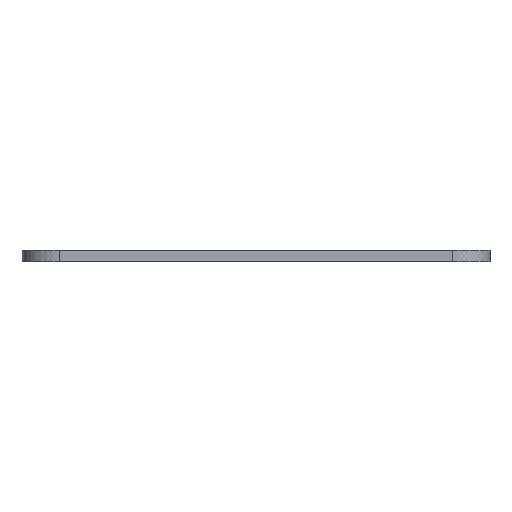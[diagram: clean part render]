
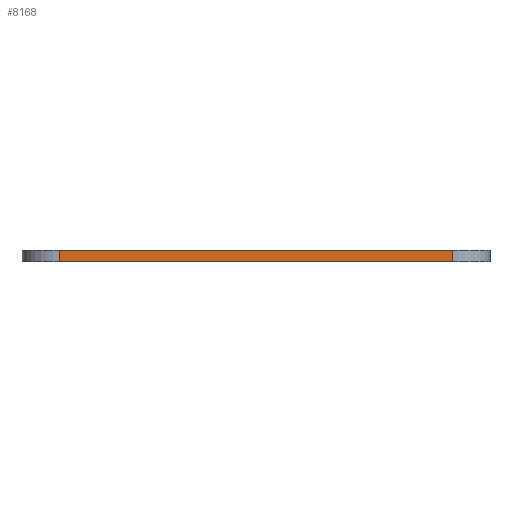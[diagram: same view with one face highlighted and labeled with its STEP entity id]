
A CAD part, front view. The second image highlights one B-rep face of the part: STEP entity #8168.
In plain terms, the highlighted planar face has unit normal (0, -1, 0).
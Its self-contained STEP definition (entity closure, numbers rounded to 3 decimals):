
#231=PLANE('',#8359);
#648=FACE_OUTER_BOUND('',#1119,.T.);
#1119=EDGE_LOOP('',(#7266,#7267,#7268,#7269));
#1690=LINE('',#16545,#2299);
#1716=LINE('',#16651,#2325);
#1717=LINE('',#16654,#2326);
#1718=LINE('',#16655,#2327);
#2299=VECTOR('',#9139,10.);
#2325=VECTOR('',#9237,10.);
#2326=VECTOR('',#9240,10.);
#2327=VECTOR('',#9241,10.);
#3700=VERTEX_POINT('',#16542);
#3701=VERTEX_POINT('',#16544);
#3745=VERTEX_POINT('',#16649);
#3746=VERTEX_POINT('',#16653);
#4885=EDGE_CURVE('',#3701,#3700,#1690,.T.);
#4935=EDGE_CURVE('',#3701,#3745,#1716,.T.);
#4936=EDGE_CURVE('',#3746,#3700,#1717,.T.);
#4937=EDGE_CURVE('',#3745,#3746,#1718,.T.);
#7266=ORIENTED_EDGE('',*,*,#4935,.F.);
#7267=ORIENTED_EDGE('',*,*,#4885,.T.);
#7268=ORIENTED_EDGE('',*,*,#4936,.F.);
#7269=ORIENTED_EDGE('',*,*,#4937,.F.);
#8168=ADVANCED_FACE('',(#648),#231,.T.);
#8359=AXIS2_PLACEMENT_3D('',#16652,#9238,#9239);
#9139=DIRECTION('',(1.,0.,0.));
#9237=DIRECTION('',(0.,0.,1.));
#9238=DIRECTION('center_axis',(0.,-1.,0.));
#9239=DIRECTION('ref_axis',(1.,0.,0.));
#9240=DIRECTION('',(0.,0.,-1.));
#9241=DIRECTION('',(1.,0.,0.));
#16542=CARTESIAN_POINT('',(64.35,-88.072,0.));
#16544=CARTESIAN_POINT('',(11.85,-88.072,0.));
#16545=CARTESIAN_POINT('',(6.85,-88.072,0.));
#16649=CARTESIAN_POINT('',(11.85,-88.072,1.5));
#16651=CARTESIAN_POINT('',(11.85,-88.072,0.));
#16652=CARTESIAN_POINT('Origin',(6.85,-88.072,0.));
#16653=CARTESIAN_POINT('',(64.35,-88.072,1.5));
#16654=CARTESIAN_POINT('',(64.35,-88.072,0.));
#16655=CARTESIAN_POINT('',(6.85,-88.072,1.5));
